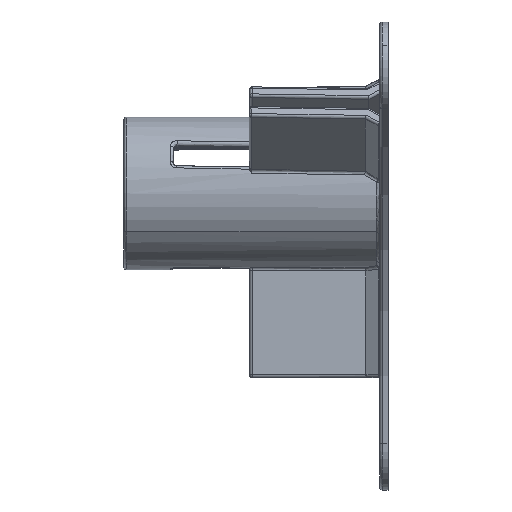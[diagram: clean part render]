
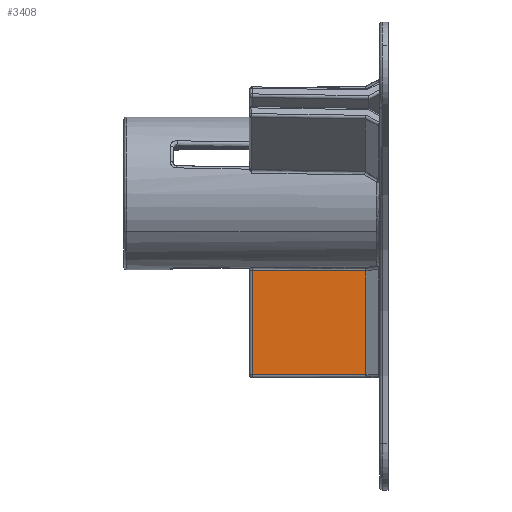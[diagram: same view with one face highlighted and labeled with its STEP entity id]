
A CAD part, left-side view. The second image highlights one B-rep face of the part: STEP entity #3408.
In plain terms, the highlighted planar face has unit normal (-1, -0.018, 0).
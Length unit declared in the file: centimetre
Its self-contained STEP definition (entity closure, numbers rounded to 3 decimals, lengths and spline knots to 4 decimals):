
#19 = VECTOR ( 'NONE', #8607, 100. ) ;
#160 = PLANE ( 'NONE',  #4909 ) ;
#366 = VERTEX_POINT ( 'NONE', #539 ) ;
#539 = CARTESIAN_POINT ( 'NONE',  ( -0.5444, 4.108, -5.495 ) ) ;
#1121 = CARTESIAN_POINT ( 'NONE',  ( -0.5045, 1.819, -2.3382 ) ) ;
#1196 = CARTESIAN_POINT ( 'NONE',  ( -0.5444, 4.108, -2.3274 ) ) ;
#1200 = CARTESIAN_POINT ( 'NONE',  ( -0.5458, 4.188, -5.575 ) ) ;
#1678 = LINE ( 'NONE', #4436, #8687 ) ;
#1900 = CARTESIAN_POINT ( 'NONE',  ( -0.4844, 0.6687, -5.495 ) ) ;
#1929 = CARTESIAN_POINT ( 'NONE',  ( -0.4844, 0.6687, -2.3465 ) ) ;
#2055 = EDGE_CURVE ( 'NONE', #5922, #8310, #5939, .T. ) ;
#2186 = CARTESIAN_POINT ( 'NONE',  ( -0.4844, 0.6688, -2.3432 ) ) ;
#2562 = LINE ( 'NONE', #3923, #5941 ) ;
#2602 = VERTEX_POINT ( 'NONE', #1196 ) ;
#3408 = ADVANCED_FACE ( 'NONE', ( #4938 ), #160, .T. ) ;
#3765 = DIRECTION ( 'NONE',  ( 0.017, -1., 0. ) ) ;
#3858 = CARTESIAN_POINT ( 'NONE',  ( -0.4844, 0.6688, -2.3432 ) ) ;
#3923 = CARTESIAN_POINT ( 'NONE',  ( -0.5444, 4.108, -5.575 ) ) ;
#3933 = DIRECTION ( 'NONE',  ( -1., -0.017, 0. ) ) ;
#4436 = CARTESIAN_POINT ( 'NONE',  ( -0.5458, 4.188, -5.495 ) ) ;
#4541 = CARTESIAN_POINT ( 'NONE',  ( -0.5444, 4.108, -2.3274 ) ) ;
#4716 = ORIENTED_EDGE ( 'NONE', *, *, #2055, .T. ) ;
#4909 = AXIS2_PLACEMENT_3D ( 'NONE', #1200, #3933, #3765 ) ;
#4938 = FACE_OUTER_BOUND ( 'NONE', #8504, .T. ) ;
#5007 = CARTESIAN_POINT ( 'NONE',  ( -0.4844, 0.6687, -2.3454 ) ) ;
#5011 = DIRECTION ( 'NONE',  ( 0.017, -1., 0. ) ) ;
#5036 = EDGE_CURVE ( 'NONE', #8310, #8353, #7050, .T. ) ;
#5130 = ORIENTED_EDGE ( 'NONE', *, *, #6530, .T. ) ;
#5922 = VERTEX_POINT ( 'NONE', #1900 ) ;
#5929 = EDGE_CURVE ( 'NONE', #2602, #366, #2562, .T. ) ;
#5939 = LINE ( 'NONE', #7882, #19 ) ;
#5941 = VECTOR ( 'NONE', #6633, 100. ) ;
#6458 = CARTESIAN_POINT ( 'NONE',  ( -0.4844, 0.6687, -2.3443 ) ) ;
#6530 = EDGE_CURVE ( 'NONE', #366, #5922, #1678, .T. ) ;
#6633 = DIRECTION ( 'NONE',  ( 0., 0., -1. ) ) ;
#7042 = ORIENTED_EDGE ( 'NONE', *, *, #5036, .T. ) ;
#7050 = B_SPLINE_CURVE_WITH_KNOTS ( 'NONE', 3,
 ( #8448, #5007, #6458, #7769 ),
 .UNSPECIFIED., .F., .F.,
 ( 4, 4 ),
 ( 0., 0. ),
 .UNSPECIFIED. ) ;
#7145 = ORIENTED_EDGE ( 'NONE', *, *, #8212, .T. ) ;
#7253 = ORIENTED_EDGE ( 'NONE', *, *, #5929, .T. ) ;
#7769 = CARTESIAN_POINT ( 'NONE',  ( -0.4844, 0.6688, -2.3432 ) ) ;
#7882 = CARTESIAN_POINT ( 'NONE',  ( -0.4844, 0.6687, -5.575 ) ) ;
#8212 = EDGE_CURVE ( 'NONE', #8353, #2602, #8915, .T. ) ;
#8310 = VERTEX_POINT ( 'NONE', #1929 ) ;
#8353 = VERTEX_POINT ( 'NONE', #2186 ) ;
#8448 = CARTESIAN_POINT ( 'NONE',  ( -0.4844, 0.6687, -2.3465 ) ) ;
#8504 = EDGE_LOOP ( 'NONE', ( #7253, #5130, #4716, #7042, #7145 ) ) ;
#8607 = DIRECTION ( 'NONE',  ( 0., 0., 1. ) ) ;
#8687 = VECTOR ( 'NONE', #5011, 100. ) ;
#8744 = CARTESIAN_POINT ( 'NONE',  ( -0.5245, 2.9655, -2.333 ) ) ;
#8915 =( BOUNDED_CURVE ( )  B_SPLINE_CURVE ( 3, ( #3858, #1121, #8744, #4541 ),
 .UNSPECIFIED., .F., .F. ) 
 B_SPLINE_CURVE_WITH_KNOTS ( ( 4, 4 ),
 ( 1.8152, 1.8409 ),
 .UNSPECIFIED. ) 
 CURVE ( )  GEOMETRIC_REPRESENTATION_ITEM ( )  RATIONAL_B_SPLINE_CURVE ( ( 1., 1., 1., 1. ) ) 
 REPRESENTATION_ITEM ( '' )  );
